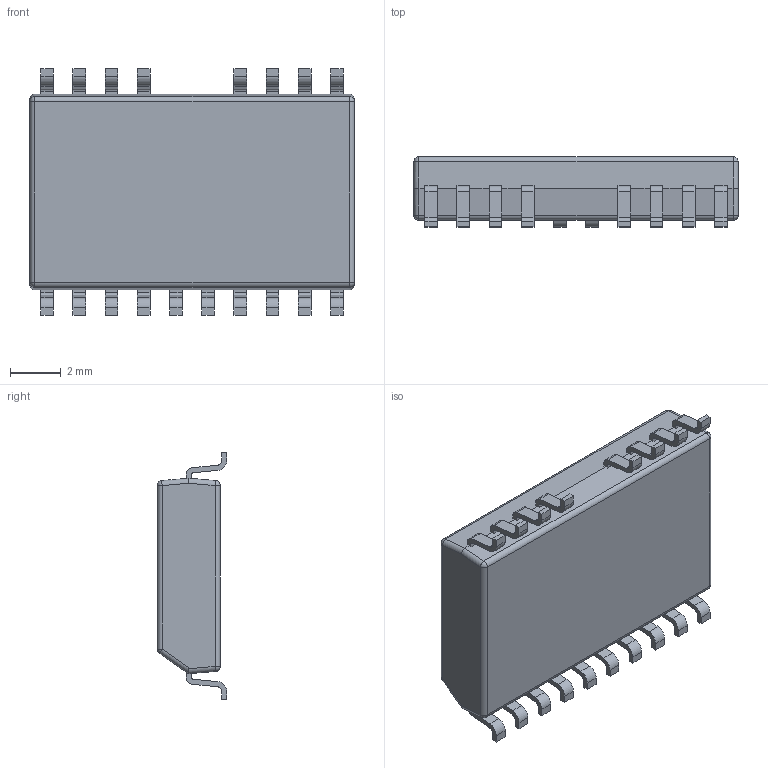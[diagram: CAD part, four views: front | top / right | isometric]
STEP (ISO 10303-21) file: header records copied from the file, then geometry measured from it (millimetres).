
FILE_DESCRIPTION (( 'STEP AP214' ), '1' );
FILE_NAME ('7D605AD9-DDFF-42FE-9657-0E8DDE616197.STEP', '2024-05-14T23:01:12', ( '' ), ( '' ), 'SwSTEP 2.0', 'SolidWorks 2022', '' );
FILE_SCHEMA (( 'AUTOMOTIVE_DESIGN' ));
Length unit declared in the file: millimetre
Products named in the file (1): 7D605AD9-DDFF-42FE-9657-0E8DDE616197
Bounding box: 12.8 x 2.76 x 9.74 mm (x, y, z)
Volume: 239.6 mm3; surface area: 334.8 mm2
Topology: 1 solids, 1 shells, 275 faces, 790 edges, 510 vertices
Faces by surface type: plane 173, cylinder 90, sphere 8, torus 4
Entity records: 11492 total; most frequent: CARTESIAN_POINT 1586, ORIENTED_EDGE 1564, DIRECTION 1508, EDGE_CURVE 782, VECTOR 596, LINE 596, VERTEX_POINT 510, AXIS2_PLACEMENT_3D 456
